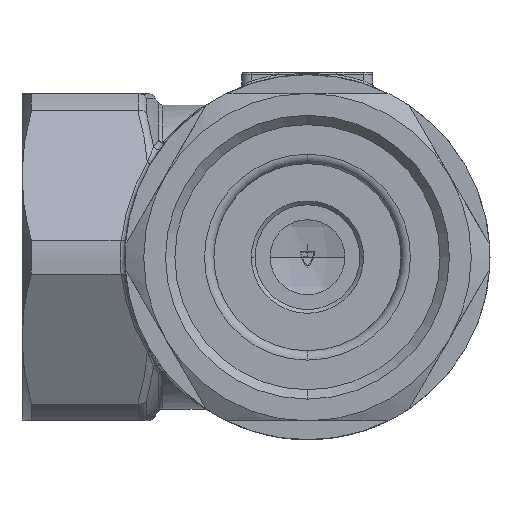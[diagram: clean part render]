
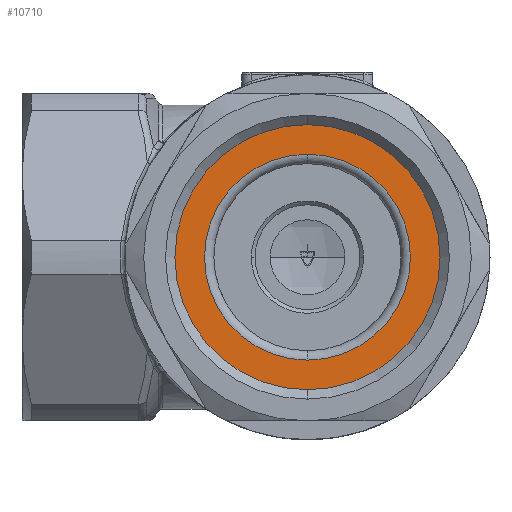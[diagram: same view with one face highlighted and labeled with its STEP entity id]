
A CAD part, front view. The second image highlights one B-rep face of the part: STEP entity #10710.
In plain terms, the highlighted planar face has unit normal (0, -1, 0).
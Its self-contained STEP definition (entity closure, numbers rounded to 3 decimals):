
#800 = EDGE_LOOP ( 'NONE', ( #10000, #10001 ) ) ;
#1711 = EDGE_CURVE ( 'NONE', #11316, #11216, #24164, .T. ) ;
#1722 = EDGE_CURVE ( 'NONE', #11203, #11325, #24182, .T. ) ;
#1760 = EDGE_CURVE ( 'NONE', #11325, #11203, #24242, .T. ) ;
#1764 = EDGE_CURVE ( 'NONE', #11216, #11316, #26573, .T. ) ;
#9998 = ORIENTED_EDGE ( 'NONE', *, *, #1764, .F. ) ;
#9999 = ORIENTED_EDGE ( 'NONE', *, *, #1711, .F. ) ;
#10000 = ORIENTED_EDGE ( 'NONE', *, *, #1722, .T. ) ;
#10001 = ORIENTED_EDGE ( 'NONE', *, *, #1760, .T. ) ;
#10710 = ADVANCED_FACE ( 'NONE', ( #29088, #29092 ), #29095, .F. ) ;
#11203 = VERTEX_POINT ( 'NONE', #30568 ) ;
#11216 = VERTEX_POINT ( 'NONE', #30581 ) ;
#11316 = VERTEX_POINT ( 'NONE', #30681 ) ;
#11325 = VERTEX_POINT ( 'NONE', #30690 ) ;
#11830 = EDGE_LOOP ( 'NONE', ( #9998, #9999 ) ) ;
#24164 = CIRCLE ( 'NONE', #24166, 28.33 ) ;
#24166 = AXIS2_PLACEMENT_3D ( 'NONE', #25370, #25371, #25372 ) ;
#24182 = CIRCLE ( 'NONE', #24185, 22. ) ;
#24185 = AXIS2_PLACEMENT_3D ( 'NONE', #25403, #25404, #25405 ) ;
#24242 = CIRCLE ( 'NONE', #24247, 22. ) ;
#24247 = AXIS2_PLACEMENT_3D ( 'NONE', #25513, #25514, #25515 ) ;
#25370 = CARTESIAN_POINT ( 'NONE',  ( 0., -45.92, 0. ) ) ;
#25371 = DIRECTION ( 'NONE',  ( 0., 1., 0. ) ) ;
#25372 = DIRECTION ( 'NONE',  ( 0., 0., 1. ) ) ;
#25403 = CARTESIAN_POINT ( 'NONE',  ( 0., -45.92, 0. ) ) ;
#25404 = DIRECTION ( 'NONE',  ( 0., 1., 0. ) ) ;
#25405 = DIRECTION ( 'NONE',  ( 0., 0., 1. ) ) ;
#25513 = CARTESIAN_POINT ( 'NONE',  ( 0., -45.92, 0. ) ) ;
#25514 = DIRECTION ( 'NONE',  ( 0., 1., 0. ) ) ;
#25515 = DIRECTION ( 'NONE',  ( 0., 0., 1. ) ) ;
#25525 = CARTESIAN_POINT ( 'NONE',  ( 0., -45.92, 0. ) ) ;
#25526 = DIRECTION ( 'NONE',  ( 0., 1., 0. ) ) ;
#25527 = DIRECTION ( 'NONE',  ( 0., 0., 1. ) ) ;
#26573 = CIRCLE ( 'NONE', #26577, 28.33 ) ;
#26577 = AXIS2_PLACEMENT_3D ( 'NONE', #25525, #25526, #25527 ) ;
#29088 = FACE_OUTER_BOUND ( 'NONE', #11830, .T. ) ;
#29092 = FACE_BOUND ( 'NONE', #800, .T. ) ;
#29095 = PLANE ( 'NONE',  #30192 ) ;
#29116 = CARTESIAN_POINT ( 'NONE',  ( -28.33, -45.92, 0. ) ) ;
#29117 = DIRECTION ( 'NONE',  ( 0., 1., 0. ) ) ;
#29119 = DIRECTION ( 'NONE',  ( 0., 0., 1. ) ) ;
#30192 = AXIS2_PLACEMENT_3D ( 'NONE', #29116, #29117, #29119 ) ;
#30568 = CARTESIAN_POINT ( 'NONE',  ( 0., -45.92, 22. ) ) ;
#30581 = CARTESIAN_POINT ( 'NONE',  ( 0., -45.92, 28.33 ) ) ;
#30681 = CARTESIAN_POINT ( 'NONE',  ( 0., -45.92, -28.33 ) ) ;
#30690 = CARTESIAN_POINT ( 'NONE',  ( 0., -45.92, -22. ) ) ;
